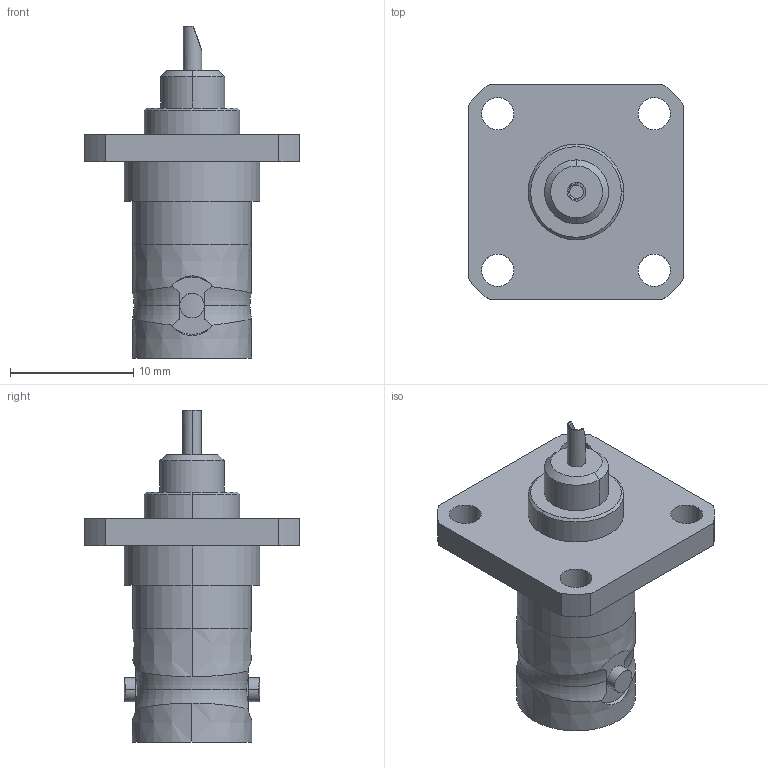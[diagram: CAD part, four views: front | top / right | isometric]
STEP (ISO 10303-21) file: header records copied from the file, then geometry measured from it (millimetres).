
FILE_DESCRIPTION (( 'STEP AP203' ), '1' );
FILE_NAME ('R142.407.000B.STEP', '2014-12-16T12:28:30', ( '' ), ( '' ), 'SwSTEP 2.0', 'SolidWorks 2014', '' );
FILE_SCHEMA (( 'CONFIG_CONTROL_DESIGN' ));
Length unit declared in the file: metre
Products named in the file (1): R142.407.000B
Bounding box: 17.5 x 17.5 x 26.93 mm (x, y, z)
Volume: 1563.8 mm3; surface area: 1793.2 mm2
Topology: 1 solids, 1 shells, 139 faces, 351 edges, 226 vertices
Faces by surface type: plane 56, cylinder 46, cone 33, torus 4
Entity records: 4599 total; most frequent: CARTESIAN_POINT 1191, ORIENTED_EDGE 702, DIRECTION 692, EDGE_CURVE 351, AXIS2_PLACEMENT_3D 279, VERTEX_POINT 226, EDGE_LOOP 159, FACE_OUTER_BOUND 139
